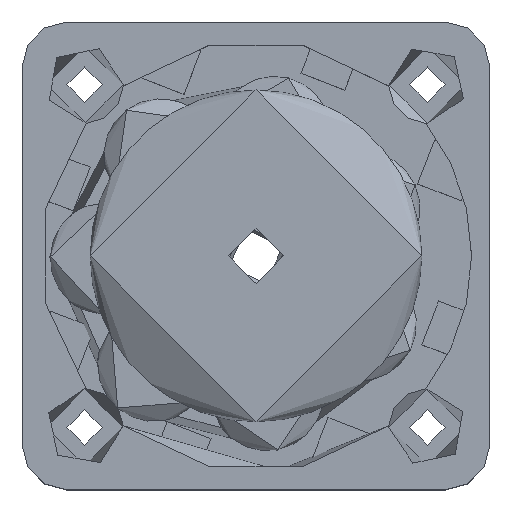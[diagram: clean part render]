
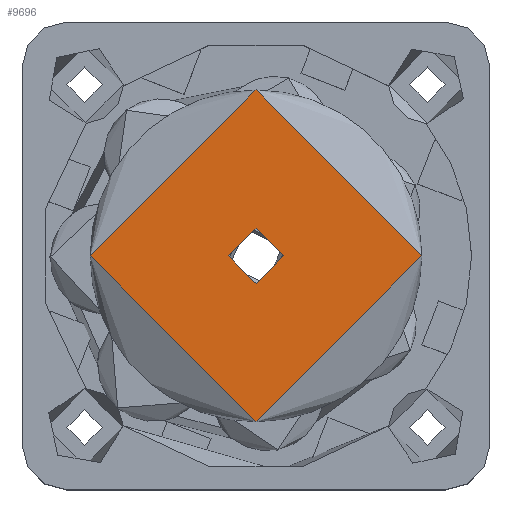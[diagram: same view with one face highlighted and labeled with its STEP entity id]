
A CAD part, top view. The second image highlights one B-rep face of the part: STEP entity #9696.
In plain terms, the highlighted planar face has unit normal (0, 0, 1).
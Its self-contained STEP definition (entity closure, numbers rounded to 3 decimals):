
#9335 = VERTEX_POINT('',#9336);
#9336 = CARTESIAN_POINT('',(15.,0.,7.));
#9343 = CYLINDRICAL_SURFACE('',#9344,15.);
#9344 = AXIS2_PLACEMENT_3D('',#9345,#9346,#9347);
#9345 = CARTESIAN_POINT('',(0.,0.,5.));
#9346 = DIRECTION('',(-0.,-0.,-1.));
#9347 = DIRECTION('',(1.,0.,0.));
#9362 = EDGE_CURVE('',#9335,#9335,#9363,.T.);
#9363 = SURFACE_CURVE('',#9364,(#9369,#9376),.PCURVE_S1.);
#9364 = CIRCLE('',#9365,15.);
#9365 = AXIS2_PLACEMENT_3D('',#9366,#9367,#9368);
#9366 = CARTESIAN_POINT('',(0.,0.,7.));
#9367 = DIRECTION('',(0.,0.,1.));
#9368 = DIRECTION('',(1.,0.,0.));
#9369 = PCURVE('',#9343,#9370);
#9370 = DEFINITIONAL_REPRESENTATION('',(#9371),#9375);
#9371 = LINE('',#9372,#9373);
#9372 = CARTESIAN_POINT('',(-0.,-2.));
#9373 = VECTOR('',#9374,1.);
#9374 = DIRECTION('',(-1.,0.));
#9375 = ( GEOMETRIC_REPRESENTATION_CONTEXT(2) 
PARAMETRIC_REPRESENTATION_CONTEXT() REPRESENTATION_CONTEXT('2D SPACE',''
  ) );
#9376 = PCURVE('',#9377,#9382);
#9377 = PLANE('',#9378);
#9378 = AXIS2_PLACEMENT_3D('',#9379,#9380,#9381);
#9379 = CARTESIAN_POINT('',(0.,0.,7.));
#9380 = DIRECTION('',(0.,0.,1.));
#9381 = DIRECTION('',(0.,1.,0.));
#9382 = DEFINITIONAL_REPRESENTATION('',(#9383),#9387);
#9383 = CIRCLE('',#9384,15.);
#9384 = AXIS2_PLACEMENT_2D('',#9385,#9386);
#9385 = CARTESIAN_POINT('',(0.,0.));
#9386 = DIRECTION('',(0.,-1.));
#9387 = ( GEOMETRIC_REPRESENTATION_CONTEXT(2) 
PARAMETRIC_REPRESENTATION_CONTEXT() REPRESENTATION_CONTEXT('2D SPACE',''
  ) );
#9510 = CYLINDRICAL_SURFACE('',#9511,2.5);
#9511 = AXIS2_PLACEMENT_3D('',#9512,#9513,#9514);
#9512 = CARTESIAN_POINT('',(0.,0.,5.));
#9513 = DIRECTION('',(-0.,-0.,-1.));
#9514 = DIRECTION('',(1.,0.,0.));
#9696 = ADVANCED_FACE('',(#9697,#9700),#9377,.T.);
#9697 = FACE_BOUND('',#9698,.T.);
#9698 = EDGE_LOOP('',(#9699));
#9699 = ORIENTED_EDGE('',*,*,#9362,.T.);
#9700 = FACE_BOUND('',#9701,.T.);
#9701 = EDGE_LOOP('',(#9702));
#9702 = ORIENTED_EDGE('',*,*,#9703,.F.);
#9703 = EDGE_CURVE('',#9704,#9704,#9706,.T.);
#9704 = VERTEX_POINT('',#9705);
#9705 = CARTESIAN_POINT('',(2.5,0.,7.));
#9706 = SURFACE_CURVE('',#9707,(#9712,#9719),.PCURVE_S1.);
#9707 = CIRCLE('',#9708,2.5);
#9708 = AXIS2_PLACEMENT_3D('',#9709,#9710,#9711);
#9709 = CARTESIAN_POINT('',(0.,0.,7.));
#9710 = DIRECTION('',(0.,0.,1.));
#9711 = DIRECTION('',(1.,0.,0.));
#9712 = PCURVE('',#9377,#9713);
#9713 = DEFINITIONAL_REPRESENTATION('',(#9714),#9718);
#9714 = CIRCLE('',#9715,2.5);
#9715 = AXIS2_PLACEMENT_2D('',#9716,#9717);
#9716 = CARTESIAN_POINT('',(0.,0.));
#9717 = DIRECTION('',(0.,-1.));
#9718 = ( GEOMETRIC_REPRESENTATION_CONTEXT(2) 
PARAMETRIC_REPRESENTATION_CONTEXT() REPRESENTATION_CONTEXT('2D SPACE',''
  ) );
#9719 = PCURVE('',#9510,#9720);
#9720 = DEFINITIONAL_REPRESENTATION('',(#9721),#9725);
#9721 = LINE('',#9722,#9723);
#9722 = CARTESIAN_POINT('',(-0.,-2.));
#9723 = VECTOR('',#9724,1.);
#9724 = DIRECTION('',(-1.,0.));
#9725 = ( GEOMETRIC_REPRESENTATION_CONTEXT(2) 
PARAMETRIC_REPRESENTATION_CONTEXT() REPRESENTATION_CONTEXT('2D SPACE',''
  ) );
